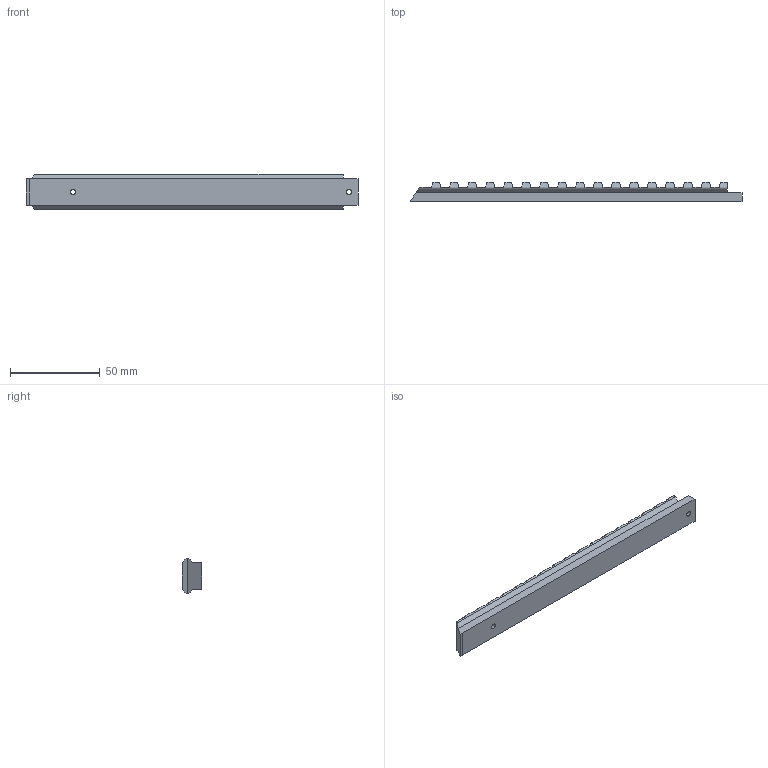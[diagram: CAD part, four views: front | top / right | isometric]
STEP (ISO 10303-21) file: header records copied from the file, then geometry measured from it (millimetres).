
FILE_DESCRIPTION(/* description */ (''),/* implementation_level */ '2;1');
FILE_NAME(/* name */ 'shirdalpicrail v5.step',/* time_stamp */ '2022-11-20T14:55:26-05:00',/* author */ (''),/* organization */ (''),/* preprocessor_version */ 'ST-DEVELOPER v19.2',/* originating_system */ 'Autodesk Translation Framework v11.17.0.187',/* authorisation */ '');
FILE_SCHEMA (('AUTOMOTIVE_DESIGN { 1 0 10303 214 3 1 1 }'));
Length unit declared in the file: millimetre
Products named in the file (1): shirdalpicrail
Bounding box: 184.5 x 10.6 x 19.77 mm (x, y, z)
Volume: 25842.8 mm3; surface area: 11214.3 mm2
Topology: 1 solids, 1 shells, 119 faces, 352 edges, 235 vertices
Faces by surface type: plane 114, cylinder 5
Full cylindrical faces by diameter (mm): 2.9 x2, 6 x1
Entity records: 4022 total; most frequent: CARTESIAN_POINT 707, ORIENTED_EDGE 704, DIRECTION 672, EDGE_CURVE 352, LINE 272, VECTOR 272, VERTEX_POINT 235, AXIS2_PLACEMENT_3D 200
